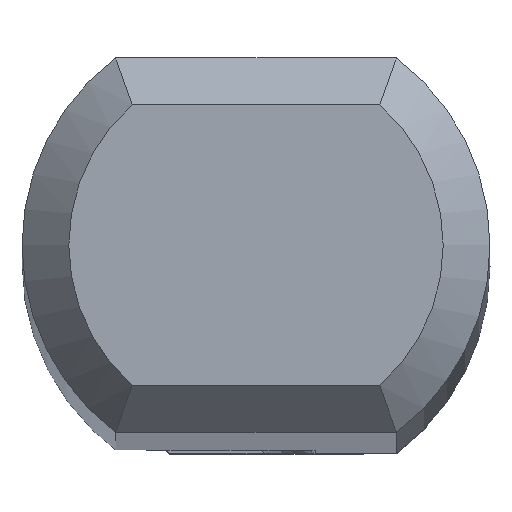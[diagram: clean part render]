
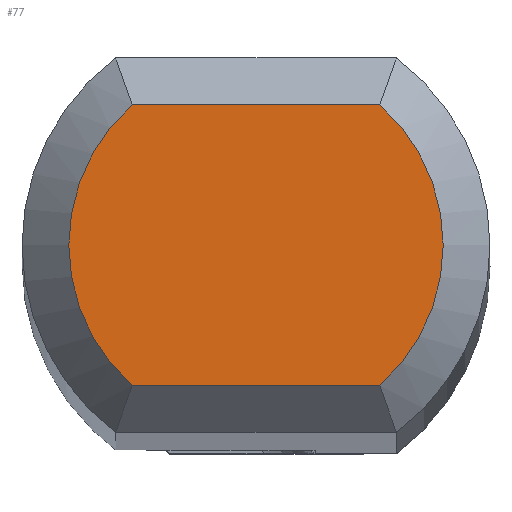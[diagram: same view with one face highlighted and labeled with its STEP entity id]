
A CAD part, top view. The second image highlights one B-rep face of the part: STEP entity #77.
In plain terms, the highlighted planar face has unit normal (0, 0, 1).
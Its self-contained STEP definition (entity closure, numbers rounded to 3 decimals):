
#58=PLANE('',#648);
#77=ADVANCED_FACE('',(#111),#58,.T.);
#111=FACE_OUTER_BOUND('',#139,.T.);
#139=EDGE_LOOP('',(#226,#227,#228,#229,#230,#231));
#158=CIRCLE('',#644,1.2);
#159=CIRCLE('',#645,1.2);
#160=CIRCLE('',#646,1.2);
#161=CIRCLE('',#647,1.2);
#226=ORIENTED_EDGE('',*,*,#394,.F.);
#227=ORIENTED_EDGE('',*,*,#395,.F.);
#228=ORIENTED_EDGE('',*,*,#396,.F.);
#229=ORIENTED_EDGE('',*,*,#397,.F.);
#230=ORIENTED_EDGE('',*,*,#398,.F.);
#231=ORIENTED_EDGE('',*,*,#399,.F.);
#336=VERTEX_POINT('',#1035);
#337=VERTEX_POINT('',#1036);
#338=VERTEX_POINT('',#1038);
#339=VERTEX_POINT('',#1040);
#340=VERTEX_POINT('',#1042);
#341=VERTEX_POINT('',#1044);
#394=EDGE_CURVE('',#336,#337,#523,.T.);
#395=EDGE_CURVE('',#338,#336,#158,.T.);
#396=EDGE_CURVE('',#339,#338,#159,.T.);
#397=EDGE_CURVE('',#340,#339,#524,.T.);
#398=EDGE_CURVE('',#341,#340,#160,.T.);
#399=EDGE_CURVE('',#337,#341,#161,.T.);
#523=LINE('',#1034,#560);
#524=LINE('',#1041,#561);
#560=VECTOR('',#738,1.);
#561=VECTOR('',#743,1.);
#644=AXIS2_PLACEMENT_3D('',#1037,#739,#740);
#645=AXIS2_PLACEMENT_3D('',#1039,#741,#742);
#646=AXIS2_PLACEMENT_3D('',#1043,#744,#745);
#647=AXIS2_PLACEMENT_3D('',#1045,#746,#747);
#648=AXIS2_PLACEMENT_3D('',#1046,#748,#749);
#738=DIRECTION('',(-1.,0.,0.));
#739=DIRECTION('',(0.,0.,-1.));
#740=DIRECTION('',(1.,0.,0.));
#741=DIRECTION('',(0.,0.,-1.));
#742=DIRECTION('',(0.661,0.75,0.));
#743=DIRECTION('',(1.,0.,0.));
#744=DIRECTION('',(0.,0.,-1.));
#745=DIRECTION('',(-1.,0.,0.));
#746=DIRECTION('',(0.,0.,-1.));
#747=DIRECTION('',(-0.661,-0.75,0.));
#748=DIRECTION('',(0.,0.,1.));
#749=DIRECTION('',(0.,1.,0.));
#1034=CARTESIAN_POINT('',(0.794,-0.9,0.));
#1035=CARTESIAN_POINT('',(0.794,-0.9,0.));
#1036=CARTESIAN_POINT('',(-0.794,-0.9,0.));
#1037=CARTESIAN_POINT('',(0.,0.,0.));
#1038=CARTESIAN_POINT('',(1.2,0.,0.));
#1039=CARTESIAN_POINT('',(0.,0.,0.));
#1040=CARTESIAN_POINT('',(0.794,0.9,0.));
#1041=CARTESIAN_POINT('',(-0.794,0.9,0.));
#1042=CARTESIAN_POINT('',(-0.794,0.9,0.));
#1043=CARTESIAN_POINT('',(0.,0.,0.));
#1044=CARTESIAN_POINT('',(-1.2,0.,0.));
#1045=CARTESIAN_POINT('',(0.,0.,0.));
#1046=CARTESIAN_POINT('',(0.,0.,0.));
